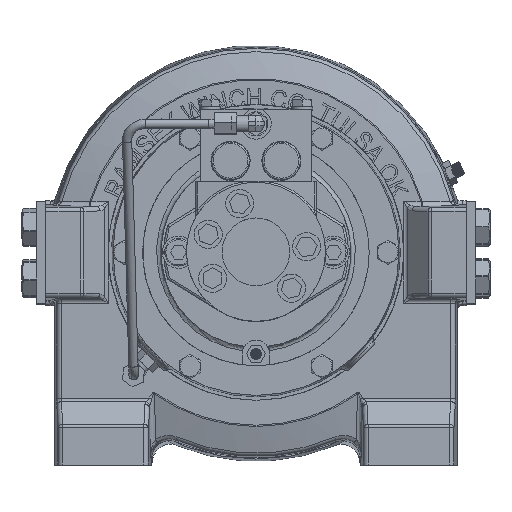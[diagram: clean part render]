
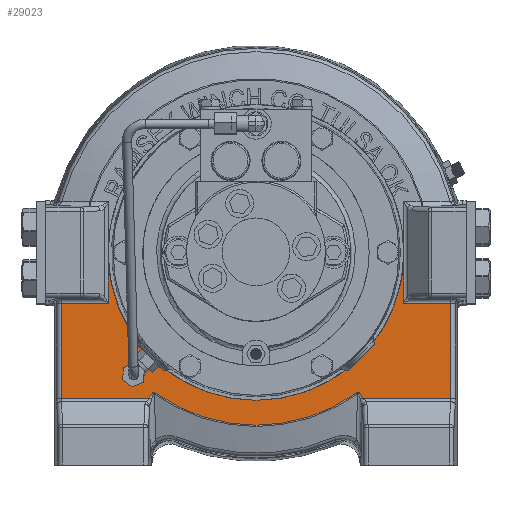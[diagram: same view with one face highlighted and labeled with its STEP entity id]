
A CAD part, top view. The second image highlights one B-rep face of the part: STEP entity #29023.
In plain terms, the highlighted planar face has unit normal (0, 0, 1).
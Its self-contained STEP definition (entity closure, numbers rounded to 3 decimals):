
#1179=B_SPLINE_CURVE_WITH_KNOTS('',3,(#47660,#47661,#47662,#47663,#47664,
#47665,#47666,#47667,#47668,#47669,#47670,#47671,#47672,#47673,#47674,#47675,
#47676,#47677,#47678,#47679,#47680,#47681,#47682,#47683,#47684,#47685,#47686,
#47687,#47688,#47689,#47690,#47691,#47692,#47693),.UNSPECIFIED.,.F.,.F.,
(4,3,3,3,3,3,3,3,3,3,3,4),(0.,0.002,0.002,0.003,
0.004,0.005,0.005,0.005,
0.006,0.006,0.006,0.007),
 .UNSPECIFIED.);
#1180=B_SPLINE_CURVE_WITH_KNOTS('',3,(#47697,#47698,#47699,#47700,#47701,
#47702,#47703,#47704,#47705,#47706,#47707,#47708,#47709,#47710,#47711,#47712,
#47713,#47714,#47715,#47716,#47717,#47718,#47719,#47720,#47721,#47722,#47723,
#47724),.UNSPECIFIED.,.F.,.F.,(4,3,3,3,3,3,3,3,3,4),(0.,0.,
0.001,0.001,0.002,0.002,
0.003,0.004,0.005,0.007),
 .UNSPECIFIED.);
#1969=PLANE('',#30714);
#2785=FACE_OUTER_BOUND('',#4292,.T.);
#4292=EDGE_LOOP('',(#21615,#21616,#21617,#21618,#21619,#21620,#21621,#21622,
#21623,#21624,#21625,#21626,#21627));
#6249=LINE('',#45479,#8702);
#6350=LINE('',#47652,#8803);
#6351=LINE('',#47654,#8804);
#6352=LINE('',#47656,#8805);
#6353=LINE('',#47658,#8806);
#6354=LINE('',#47726,#8807);
#6355=LINE('',#47728,#8808);
#6356=LINE('',#47729,#8809);
#8702=VECTOR('',#33812,1000.);
#8803=VECTOR('',#34033,1000.);
#8804=VECTOR('',#34034,1000.);
#8805=VECTOR('',#34035,1000.);
#8806=VECTOR('',#34036,1000.);
#8807=VECTOR('',#34039,1000.);
#8808=VECTOR('',#34040,1000.);
#8809=VECTOR('',#34041,1000.);
#10847=CIRCLE('',#30556,101.6);
#10850=CIRCLE('',#30559,101.6);
#10875=CIRCLE('',#30715,118.679);
#12414=VERTEX_POINT('',#42694);
#12415=VERTEX_POINT('',#42708);
#12418=VERTEX_POINT('',#42715);
#12582=VERTEX_POINT('',#45478);
#12672=VERTEX_POINT('',#47651);
#12673=VERTEX_POINT('',#47653);
#12674=VERTEX_POINT('',#47655);
#12675=VERTEX_POINT('',#47657);
#12676=VERTEX_POINT('',#47659);
#12677=VERTEX_POINT('',#47694);
#12678=VERTEX_POINT('',#47696);
#12679=VERTEX_POINT('',#47725);
#12680=VERTEX_POINT('',#47727);
#15753=EDGE_CURVE('',#12415,#12414,#10847,.T.);
#15757=EDGE_CURVE('',#12418,#12415,#10850,.T.);
#16057=EDGE_CURVE('',#12582,#12418,#6249,.T.);
#16226=EDGE_CURVE('',#12414,#12672,#6350,.T.);
#16227=EDGE_CURVE('',#12672,#12673,#6351,.T.);
#16228=EDGE_CURVE('',#12673,#12674,#6352,.T.);
#16229=EDGE_CURVE('',#12674,#12675,#6353,.T.);
#16230=EDGE_CURVE('',#12675,#12676,#1179,.T.);
#16231=EDGE_CURVE('',#12676,#12677,#10875,.T.);
#16232=EDGE_CURVE('',#12677,#12678,#1180,.T.);
#16233=EDGE_CURVE('',#12678,#12679,#6354,.T.);
#16234=EDGE_CURVE('',#12679,#12680,#6355,.T.);
#16235=EDGE_CURVE('',#12680,#12582,#6356,.T.);
#21615=ORIENTED_EDGE('',*,*,#16057,.T.);
#21616=ORIENTED_EDGE('',*,*,#15757,.T.);
#21617=ORIENTED_EDGE('',*,*,#15753,.T.);
#21618=ORIENTED_EDGE('',*,*,#16226,.T.);
#21619=ORIENTED_EDGE('',*,*,#16227,.T.);
#21620=ORIENTED_EDGE('',*,*,#16228,.T.);
#21621=ORIENTED_EDGE('',*,*,#16229,.T.);
#21622=ORIENTED_EDGE('',*,*,#16230,.T.);
#21623=ORIENTED_EDGE('',*,*,#16231,.T.);
#21624=ORIENTED_EDGE('',*,*,#16232,.T.);
#21625=ORIENTED_EDGE('',*,*,#16233,.T.);
#21626=ORIENTED_EDGE('',*,*,#16234,.T.);
#21627=ORIENTED_EDGE('',*,*,#16235,.T.);
#29023=ADVANCED_FACE('',(#2785),#1969,.F.);
#30556=AXIS2_PLACEMENT_3D('',#42709,#33384,#33385);
#30559=AXIS2_PLACEMENT_3D('',#42716,#33391,#33392);
#30714=AXIS2_PLACEMENT_3D('',#47650,#34031,#34032);
#30715=AXIS2_PLACEMENT_3D('',#47695,#34037,#34038);
#33384=DIRECTION('center_axis',(0.,0.,-1.));
#33385=DIRECTION('ref_axis',(-1.,0.,0.));
#33391=DIRECTION('center_axis',(0.,0.,-1.));
#33392=DIRECTION('ref_axis',(-1.,0.,0.));
#33812=DIRECTION('',(0.,1.,0.));
#34031=DIRECTION('center_axis',(0.,0.,-1.));
#34032=DIRECTION('ref_axis',(-1.,0.,0.));
#34033=DIRECTION('',(0.,-1.,0.));
#34034=DIRECTION('',(-1.,0.,0.));
#34035=DIRECTION('',(0.,-1.,0.));
#34036=DIRECTION('',(1.,0.,0.));
#34037=DIRECTION('center_axis',(0.,0.,1.));
#34038=DIRECTION('ref_axis',(-1.,0.,0.));
#34039=DIRECTION('',(1.,0.,0.));
#34040=DIRECTION('',(0.,1.,0.));
#34041=DIRECTION('',(-1.,0.,0.));
#42694=CARTESIAN_POINT('',(-101.436,-5.762,-8.128));
#42708=CARTESIAN_POINT('',(0.,-101.6,-8.128));
#42709=CARTESIAN_POINT('Origin',(0.,0.,-8.128));
#42715=CARTESIAN_POINT('',(101.436,-5.762,-8.128));
#42716=CARTESIAN_POINT('Origin',(0.,0.,-8.128));
#45478=CARTESIAN_POINT('',(101.436,-34.876,-8.128));
#45479=CARTESIAN_POINT('',(101.436,62.548,-8.128));
#47650=CARTESIAN_POINT('Origin',(0.,62.548,-8.128));
#47651=CARTESIAN_POINT('',(-101.436,-34.876,-8.128));
#47652=CARTESIAN_POINT('',(-101.436,62.548,-8.128));
#47653=CARTESIAN_POINT('',(-133.752,-34.876,-8.128));
#47654=CARTESIAN_POINT('',(-139.936,-34.876,-8.128));
#47655=CARTESIAN_POINT('',(-133.752,-100.285,-8.128));
#47656=CARTESIAN_POINT('',(-133.752,62.548,-8.128));
#47657=CARTESIAN_POINT('',(-73.275,-100.285,-8.128));
#47658=CARTESIAN_POINT('',(0.,-100.285,-8.128));
#47659=CARTESIAN_POINT('',(-68.994,-96.564,-8.128));
#47660=CARTESIAN_POINT('Ctrl Pts',(-73.275,-100.285,-8.128));
#47661=CARTESIAN_POINT('Ctrl Pts',(-73.087,-99.769,
-8.128));
#47662=CARTESIAN_POINT('Ctrl Pts',(-72.881,-99.262,-8.128));
#47663=CARTESIAN_POINT('Ctrl Pts',(-72.644,-98.77,-8.128));
#47664=CARTESIAN_POINT('Ctrl Pts',(-72.526,-98.524,-8.128));
#47665=CARTESIAN_POINT('Ctrl Pts',(-72.399,-98.282,-8.128));
#47666=CARTESIAN_POINT('Ctrl Pts',(-72.261,-98.046,
-8.128));
#47667=CARTESIAN_POINT('Ctrl Pts',(-72.124,-97.809,
-8.128));
#47668=CARTESIAN_POINT('Ctrl Pts',(-71.974,-97.578,
-8.128));
#47669=CARTESIAN_POINT('Ctrl Pts',(-71.808,-97.357,
-8.128));
#47670=CARTESIAN_POINT('Ctrl Pts',(-71.642,-97.136,
-8.128));
#47671=CARTESIAN_POINT('Ctrl Pts',(-71.461,-96.927,
-8.128));
#47672=CARTESIAN_POINT('Ctrl Pts',(-71.254,-96.743,-8.128));
#47673=CARTESIAN_POINT('Ctrl Pts',(-71.151,-96.65,
-8.128));
#47674=CARTESIAN_POINT('Ctrl Pts',(-71.042,-96.565,-8.128));
#47675=CARTESIAN_POINT('Ctrl Pts',(-70.926,-96.491,
-8.128));
#47676=CARTESIAN_POINT('Ctrl Pts',(-70.811,-96.416,
-8.128));
#47677=CARTESIAN_POINT('Ctrl Pts',(-70.688,-96.351,
-8.128));
#47678=CARTESIAN_POINT('Ctrl Pts',(-70.558,-96.301,
-8.128));
#47679=CARTESIAN_POINT('Ctrl Pts',(-70.429,-96.252,
-8.128));
#47680=CARTESIAN_POINT('Ctrl Pts',(-70.295,-96.219,
-8.128));
#47681=CARTESIAN_POINT('Ctrl Pts',(-70.156,-96.205,
-8.128));
#47682=CARTESIAN_POINT('Ctrl Pts',(-70.017,-96.192,-8.128));
#47683=CARTESIAN_POINT('Ctrl Pts',(-69.879,-96.199,
-8.128));
#47684=CARTESIAN_POINT('Ctrl Pts',(-69.744,-96.225,
-8.128));
#47685=CARTESIAN_POINT('Ctrl Pts',(-69.608,-96.251,-8.128));
#47686=CARTESIAN_POINT('Ctrl Pts',(-69.475,-96.296,-8.128));
#47687=CARTESIAN_POINT('Ctrl Pts',(-69.35,-96.354,
-8.128));
#47688=CARTESIAN_POINT('Ctrl Pts',(-69.286,-96.383,
-8.128));
#47689=CARTESIAN_POINT('Ctrl Pts',(-69.223,-96.417,-8.128));
#47690=CARTESIAN_POINT('Ctrl Pts',(-69.162,-96.453,
-8.128));
#47691=CARTESIAN_POINT('Ctrl Pts',(-69.104,-96.488,
-8.128));
#47692=CARTESIAN_POINT('Ctrl Pts',(-69.048,-96.525,
-8.128));
#47693=CARTESIAN_POINT('Ctrl Pts',(-68.994,-96.564,
-8.128));
#47694=CARTESIAN_POINT('',(68.994,-96.564,-8.128));
#47695=CARTESIAN_POINT('Origin',(0.,0.,-8.128));
#47696=CARTESIAN_POINT('',(73.275,-100.285,-8.128));
#47697=CARTESIAN_POINT('Ctrl Pts',(68.994,-96.564,-8.128));
#47698=CARTESIAN_POINT('Ctrl Pts',(69.107,-96.483,-8.128));
#47699=CARTESIAN_POINT('Ctrl Pts',(69.225,-96.412,-8.128));
#47700=CARTESIAN_POINT('Ctrl Pts',(69.35,-96.354,-8.128));
#47701=CARTESIAN_POINT('Ctrl Pts',(69.476,-96.295,-8.128));
#47702=CARTESIAN_POINT('Ctrl Pts',(69.609,-96.25,-8.128));
#47703=CARTESIAN_POINT('Ctrl Pts',(69.744,-96.225,-8.128));
#47704=CARTESIAN_POINT('Ctrl Pts',(69.878,-96.199,-8.128));
#47705=CARTESIAN_POINT('Ctrl Pts',(70.018,-96.192,-8.128));
#47706=CARTESIAN_POINT('Ctrl Pts',(70.156,-96.205,-8.128));
#47707=CARTESIAN_POINT('Ctrl Pts',(70.294,-96.219,-8.128));
#47708=CARTESIAN_POINT('Ctrl Pts',(70.428,-96.252,-8.128));
#47709=CARTESIAN_POINT('Ctrl Pts',(70.558,-96.301,-8.128));
#47710=CARTESIAN_POINT('Ctrl Pts',(70.819,-96.401,-8.128));
#47711=CARTESIAN_POINT('Ctrl Pts',(71.048,-96.559,-8.128));
#47712=CARTESIAN_POINT('Ctrl Pts',(71.254,-96.743,-8.128));
#47713=CARTESIAN_POINT('Ctrl Pts',(71.461,-96.927,-8.128));
#47714=CARTESIAN_POINT('Ctrl Pts',(71.64,-97.134,-8.128));
#47715=CARTESIAN_POINT('Ctrl Pts',(71.806,-97.353,-8.128));
#47716=CARTESIAN_POINT('Ctrl Pts',(71.971,-97.573,-8.128));
#47717=CARTESIAN_POINT('Ctrl Pts',(72.122,-97.806,-8.128));
#47718=CARTESIAN_POINT('Ctrl Pts',(72.26,-98.043,-8.128));
#47719=CARTESIAN_POINT('Ctrl Pts',(72.398,-98.28,-8.128));
#47720=CARTESIAN_POINT('Ctrl Pts',(72.525,-98.522,-8.128));
#47721=CARTESIAN_POINT('Ctrl Pts',(72.643,-98.768,-8.128));
#47722=CARTESIAN_POINT('Ctrl Pts',(72.881,-99.261,-8.128));
#47723=CARTESIAN_POINT('Ctrl Pts',(73.087,-99.768,-8.128));
#47724=CARTESIAN_POINT('Ctrl Pts',(73.275,-100.285,-8.128));
#47725=CARTESIAN_POINT('',(133.752,-100.285,-8.128));
#47726=CARTESIAN_POINT('',(136.765,-100.285,-8.128));
#47727=CARTESIAN_POINT('',(133.752,-34.876,-8.128));
#47728=CARTESIAN_POINT('',(133.752,-35.034,-8.128));
#47729=CARTESIAN_POINT('',(0.,-34.876,-8.128));
